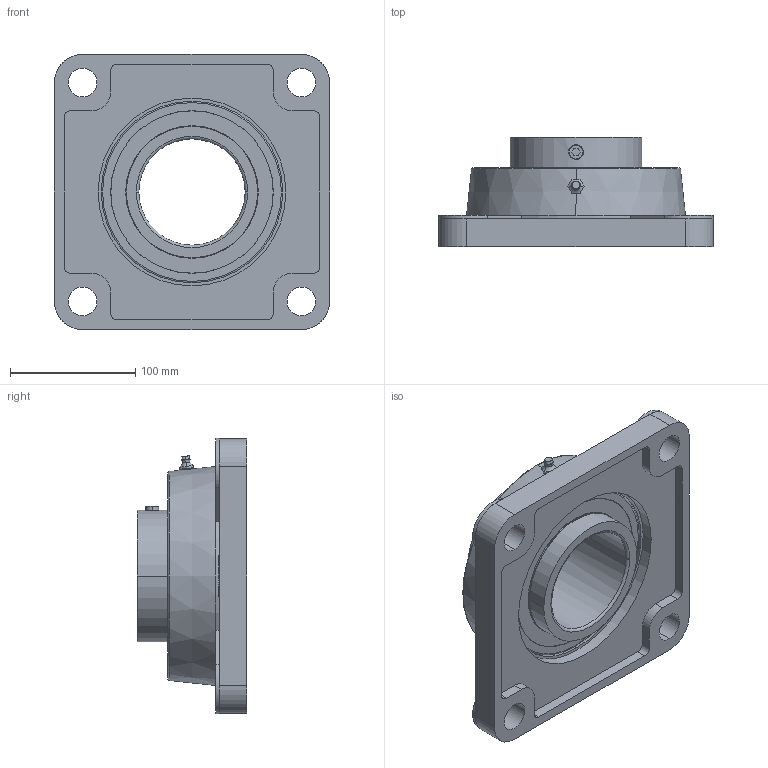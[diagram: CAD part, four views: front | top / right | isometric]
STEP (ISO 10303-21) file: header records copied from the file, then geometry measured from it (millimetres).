
FILE_DESCRIPTION((''),'2;1');
FILE_NAME('UCF217_ASM','2019-06-24T10:06:36',('giuseppe.caruso'),(''),'CREO PARAMETRIC BY PTC INC, 2016390','CREO PARAMETRIC BY PTC INC, 2016390','');
FILE_SCHEMA(('CONFIG_CONTROL_DESIGN'));
Length unit declared in the file: millimetre
Products named in the file (11): F217; UC217_AI_AF0; UC217_AE_AF0; UC217_BALL; UC217_CAGE; UC217_SEAL; UC217_FLAP; GRANOM12X1_5; UC217_ASM; INGR_M10X1; UCF217_ASM
Assembly tree (22 placements, depth 3):
  UCF217_ASM
    F217
    UC217_ASM
      UC217_AI_AF0
      UC217_AE_AF0
      UC217_BALL  x10
      UC217_CAGE
      UC217_SEAL  x2
      UC217_FLAP  x2
      GRANOM12X1_5  x2
    INGR_M10X1
Bounding box: 220 x 87.6 x 220 mm (x, y, z)
Volume: 1168705 mm3; surface area: 312253.9 mm2
Topology: 21 solids, 25 shells, 821 faces, 2245 edges, 1452 vertices
Faces by surface type: plane 519, cylinder 170, sphere 64, cone 46, torus 22
Entity records: 25122 total; most frequent: CARTESIAN_POINT 4989, DIRECTION 4233, ORIENTED_EDGE 4146, EDGE_CURVE 2083, AXIS2_PLACEMENT_3D 1432, VECTOR 1369, LINE 1369, VERTEX_POINT 1368
